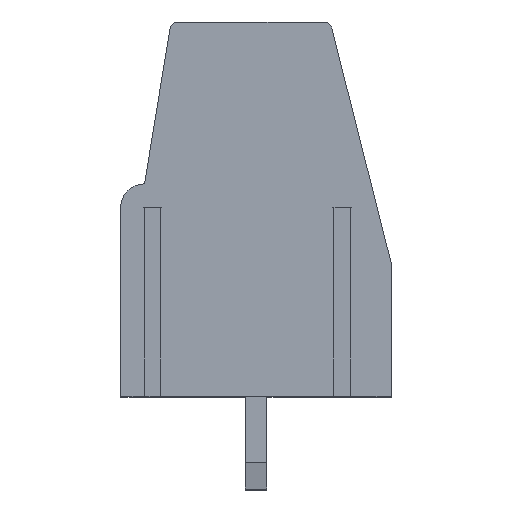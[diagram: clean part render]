
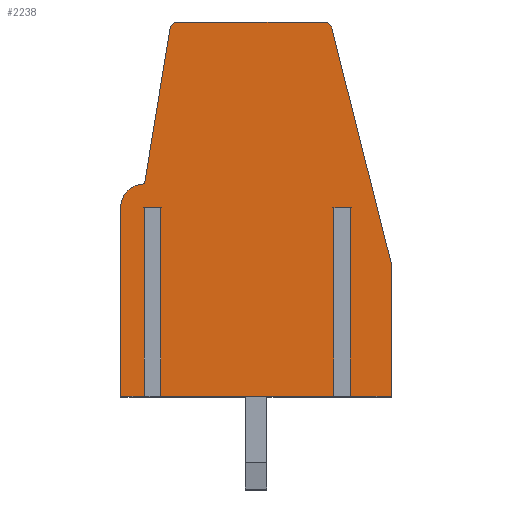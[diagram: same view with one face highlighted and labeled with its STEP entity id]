
A CAD part, top view. The second image highlights one B-rep face of the part: STEP entity #2238.
In plain terms, the highlighted planar face has unit normal (0, 0, 1).
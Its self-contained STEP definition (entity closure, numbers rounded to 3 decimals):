
#117 = CARTESIAN_POINT ( 'NONE',  ( 0.9, 7.1, 2.54 ) ) ;
#159 = CARTESIAN_POINT ( 'NONE',  ( 10.2, 5., 2.54 ) ) ;
#182 = ORIENTED_EDGE ( 'NONE', *, *, #6426, .F. ) ;
#204 = VERTEX_POINT ( 'NONE', #159 ) ;
#215 = LINE ( 'NONE', #7873, #2498 ) ;
#231 = LINE ( 'NONE', #7224, #6865 ) ;
#292 = CARTESIAN_POINT ( 'NONE',  ( 1.51, 7.1, 2.54 ) ) ;
#383 = ORIENTED_EDGE ( 'NONE', *, *, #4229, .T. ) ;
#458 = AXIS2_PLACEMENT_3D ( 'NONE', #4526, #4408, #683 ) ;
#488 = VERTEX_POINT ( 'NONE', #7110 ) ;
#683 = DIRECTION ( 'NONE',  ( 1., 0., 0. ) ) ;
#762 = DIRECTION ( 'NONE',  ( 0., 0., 1. ) ) ;
#801 = CARTESIAN_POINT ( 'NONE',  ( 1.51, 7.1, 2.54 ) ) ;
#835 = DIRECTION ( 'NONE',  ( 0., -1., 0. ) ) ;
#869 = VECTOR ( 'NONE', #4402, 1000. ) ;
#876 = EDGE_CURVE ( 'NONE', #1285, #1286, #7053, .T. ) ;
#949 = CARTESIAN_POINT ( 'NONE',  ( 0.89, 7.1, 2.54 ) ) ;
#1020 = ORIENTED_EDGE ( 'NONE', *, *, #1117, .F. ) ;
#1117 = EDGE_CURVE ( 'NONE', #3954, #204, #2732, .T. ) ;
#1233 = ORIENTED_EDGE ( 'NONE', *, *, #7636, .T. ) ;
#1253 = CARTESIAN_POINT ( 'NONE',  ( 0., 0., 2.54 ) ) ;
#1271 = DIRECTION ( 'NONE',  ( 0., -1., 0. ) ) ;
#1285 = VERTEX_POINT ( 'NONE', #292 ) ;
#1286 = VERTEX_POINT ( 'NONE', #949 ) ;
#1353 = ORIENTED_EDGE ( 'NONE', *, *, #6539, .T. ) ;
#1360 = CARTESIAN_POINT ( 'NONE',  ( 8.66, 7.1, 2.54 ) ) ;
#1427 = AXIS2_PLACEMENT_3D ( 'NONE', #2410, #6312, #3124 ) ;
#1431 = DIRECTION ( 'NONE',  ( 0., -1., 0. ) ) ;
#1551 = VECTOR ( 'NONE', #5748, 1000. ) ;
#1632 = ORIENTED_EDGE ( 'NONE', *, *, #5273, .F. ) ;
#1669 = EDGE_CURVE ( 'NONE', #4277, #3742, #3014, .T. ) ;
#1740 = VECTOR ( 'NONE', #4514, 1000. ) ;
#1973 = DIRECTION ( 'NONE',  ( 0., 0., -1. ) ) ;
#1987 = CARTESIAN_POINT ( 'NONE',  ( 0.9, 8., 2.54 ) ) ;
#2185 = CIRCLE ( 'NONE', #6471, 0.3 ) ;
#2212 = CARTESIAN_POINT ( 'NONE',  ( 1.9, 14.1, 2.54 ) ) ;
#2238 = ADVANCED_FACE ( 'NONE', ( #2512 ), #5818, .F. ) ;
#2308 = CARTESIAN_POINT ( 'NONE',  ( 10.2, 0., 2.54 ) ) ;
#2322 = CARTESIAN_POINT ( 'NONE',  ( 1.51, 0., 2.54 ) ) ;
#2410 = CARTESIAN_POINT ( 'NONE',  ( 2.155, 13.8, 2.54 ) ) ;
#2420 = DIRECTION ( 'NONE',  ( 0., 1., 0. ) ) ;
#2483 = CARTESIAN_POINT ( 'NONE',  ( 0.9, 8., 2.54 ) ) ;
#2498 = VECTOR ( 'NONE', #835, 1000. ) ;
#2512 = FACE_OUTER_BOUND ( 'NONE', #4356, .T. ) ;
#2541 = EDGE_CURVE ( 'NONE', #488, #4954, #4449, .T. ) ;
#2577 = ORIENTED_EDGE ( 'NONE', *, *, #876, .F. ) ;
#2590 = VERTEX_POINT ( 'NONE', #1253 ) ;
#2623 = DIRECTION ( 'NONE',  ( -1., 0., 0. ) ) ;
#2688 = VECTOR ( 'NONE', #2623, 1000. ) ;
#2732 = LINE ( 'NONE', #7165, #1740 ) ;
#2739 = VERTEX_POINT ( 'NONE', #6439 ) ;
#2808 = ORIENTED_EDGE ( 'NONE', *, *, #6344, .F. ) ;
#2929 = VERTEX_POINT ( 'NONE', #4360 ) ;
#2967 = CARTESIAN_POINT ( 'NONE',  ( 8.04, 7.1, 2.54 ) ) ;
#2994 = VECTOR ( 'NONE', #2420, 1000. ) ;
#3014 = LINE ( 'NONE', #2212, #7499 ) ;
#3085 = LINE ( 'NONE', #5670, #5532 ) ;
#3124 = DIRECTION ( 'NONE',  ( -1., 0., 0. ) ) ;
#3274 = LINE ( 'NONE', #7161, #3421 ) ;
#3421 = VECTOR ( 'NONE', #1431, 1000. ) ;
#3471 = DIRECTION ( 'NONE',  ( 1., 0., 0. ) ) ;
#3481 = VECTOR ( 'NONE', #1271, 1000. ) ;
#3552 = CARTESIAN_POINT ( 'NONE',  ( 7.666, 14.1, 2.54 ) ) ;
#3556 = DIRECTION ( 'NONE',  ( -1., 0., 0. ) ) ;
#3696 = DIRECTION ( 'NONE',  ( -1., 0., 0. ) ) ;
#3742 = VERTEX_POINT ( 'NONE', #3552 ) ;
#3832 = CARTESIAN_POINT ( 'NONE',  ( 8.04, 0., 2.54 ) ) ;
#3881 = CARTESIAN_POINT ( 'NONE',  ( 1.51, 66.33, 2.54 ) ) ;
#3954 = VERTEX_POINT ( 'NONE', #7715 ) ;
#4034 = VERTEX_POINT ( 'NONE', #6175 ) ;
#4219 = DIRECTION ( 'NONE',  ( 0.162, 0.987, 0. ) ) ;
#4229 = EDGE_CURVE ( 'NONE', #4724, #2739, #3274, .T. ) ;
#4274 = LINE ( 'NONE', #6813, #2994 ) ;
#4277 = VERTEX_POINT ( 'NONE', #6820 ) ;
#4290 = ORIENTED_EDGE ( 'NONE', *, *, #4739, .F. ) ;
#4338 = LINE ( 'NONE', #2308, #5900 ) ;
#4356 = EDGE_LOOP ( 'NONE', ( #2577, #1233, #5608, #4290, #2808, #383, #1632, #7339, #1020, #1353, #5152, #4647, #7834, #7095, #6604, #182, #4944 ) ) ;
#4360 = CARTESIAN_POINT ( 'NONE',  ( 10.2, 0., 2.54 ) ) ;
#4383 = DIRECTION ( 'NONE',  ( 0., -1., 0. ) ) ;
#4402 = DIRECTION ( 'NONE',  ( -1., 0., 0. ) ) ;
#4408 = DIRECTION ( 'NONE',  ( 0., 0., -1. ) ) ;
#4449 = CIRCLE ( 'NONE', #458, 0.9 ) ;
#4514 = DIRECTION ( 'NONE',  ( 0.245, -0.97, 0. ) ) ;
#4526 = CARTESIAN_POINT ( 'NONE',  ( 0.9, 7.1, 2.54 ) ) ;
#4548 = CARTESIAN_POINT ( 'NONE',  ( 0.89, 66.33, 2.54 ) ) ;
#4578 = AXIS2_PLACEMENT_3D ( 'NONE', #117, #1973, #6990 ) ;
#4647 = ORIENTED_EDGE ( 'NONE', *, *, #7517, .T. ) ;
#4724 = VERTEX_POINT ( 'NONE', #1360 ) ;
#4739 = EDGE_CURVE ( 'NONE', #6447, #7162, #215, .T. ) ;
#4863 = LINE ( 'NONE', #7402, #869 ) ;
#4944 = ORIENTED_EDGE ( 'NONE', *, *, #7159, .F. ) ;
#4954 = VERTEX_POINT ( 'NONE', #1987 ) ;
#5078 = EDGE_CURVE ( 'NONE', #204, #2929, #5577, .T. ) ;
#5088 = CARTESIAN_POINT ( 'NONE',  ( 1.859, 13.849, 2.54 ) ) ;
#5152 = ORIENTED_EDGE ( 'NONE', *, *, #1669, .F. ) ;
#5273 = EDGE_CURVE ( 'NONE', #2929, #2739, #4338, .T. ) ;
#5532 = VECTOR ( 'NONE', #6929, 1000. ) ;
#5577 = LINE ( 'NONE', #8125, #6254 ) ;
#5608 = ORIENTED_EDGE ( 'NONE', *, *, #6386, .F. ) ;
#5630 = VERTEX_POINT ( 'NONE', #5088 ) ;
#5670 = CARTESIAN_POINT ( 'NONE',  ( 10.2, 0., 2.54 ) ) ;
#5748 = DIRECTION ( 'NONE',  ( 0., -1., 0. ) ) ;
#5801 = EDGE_CURVE ( 'NONE', #4954, #5630, #6092, .T. ) ;
#5818 = PLANE ( 'NONE',  #4578 ) ;
#5900 = VECTOR ( 'NONE', #3696, 1000. ) ;
#6053 = VECTOR ( 'NONE', #4219, 1000. ) ;
#6092 = LINE ( 'NONE', #2483, #6053 ) ;
#6175 = CARTESIAN_POINT ( 'NONE',  ( 0.89, 0., 2.54 ) ) ;
#6254 = VECTOR ( 'NONE', #4383, 1000. ) ;
#6312 = DIRECTION ( 'NONE',  ( 0., 0., 1. ) ) ;
#6344 = EDGE_CURVE ( 'NONE', #4724, #6447, #231, .T. ) ;
#6386 = EDGE_CURVE ( 'NONE', #7162, #7856, #4863, .T. ) ;
#6426 = EDGE_CURVE ( 'NONE', #4034, #2590, #3085, .T. ) ;
#6439 = CARTESIAN_POINT ( 'NONE',  ( 8.66, 0., 2.54 ) ) ;
#6441 = EDGE_CURVE ( 'NONE', #2590, #488, #4274, .T. ) ;
#6447 = VERTEX_POINT ( 'NONE', #2967 ) ;
#6471 = AXIS2_PLACEMENT_3D ( 'NONE', #7560, #762, #7760 ) ;
#6539 = EDGE_CURVE ( 'NONE', #3954, #3742, #2185, .T. ) ;
#6604 = ORIENTED_EDGE ( 'NONE', *, *, #6441, .F. ) ;
#6780 = CIRCLE ( 'NONE', #1427, 0.3 ) ;
#6813 = CARTESIAN_POINT ( 'NONE',  ( 0., 0., 2.54 ) ) ;
#6820 = CARTESIAN_POINT ( 'NONE',  ( 2.155, 14.1, 2.54 ) ) ;
#6865 = VECTOR ( 'NONE', #3556, 1000. ) ;
#6929 = DIRECTION ( 'NONE',  ( -1., 0., 0. ) ) ;
#6990 = DIRECTION ( 'NONE',  ( -1., 0., 0. ) ) ;
#6999 = LINE ( 'NONE', #4548, #3481 ) ;
#7045 = LINE ( 'NONE', #3881, #1551 ) ;
#7053 = LINE ( 'NONE', #801, #2688 ) ;
#7095 = ORIENTED_EDGE ( 'NONE', *, *, #2541, .F. ) ;
#7110 = CARTESIAN_POINT ( 'NONE',  ( 0., 7.1, 2.54 ) ) ;
#7159 = EDGE_CURVE ( 'NONE', #1286, #4034, #6999, .T. ) ;
#7161 = CARTESIAN_POINT ( 'NONE',  ( 8.66, 66.33, 2.54 ) ) ;
#7162 = VERTEX_POINT ( 'NONE', #3832 ) ;
#7165 = CARTESIAN_POINT ( 'NONE',  ( 7.9, 14.1, 2.54 ) ) ;
#7224 = CARTESIAN_POINT ( 'NONE',  ( 8.66, 7.1, 2.54 ) ) ;
#7339 = ORIENTED_EDGE ( 'NONE', *, *, #5078, .F. ) ;
#7402 = CARTESIAN_POINT ( 'NONE',  ( 10.2, 0., 2.54 ) ) ;
#7499 = VECTOR ( 'NONE', #3471, 1000. ) ;
#7517 = EDGE_CURVE ( 'NONE', #4277, #5630, #6780, .T. ) ;
#7560 = CARTESIAN_POINT ( 'NONE',  ( 7.666, 13.8, 2.54 ) ) ;
#7636 = EDGE_CURVE ( 'NONE', #1285, #7856, #7045, .T. ) ;
#7715 = CARTESIAN_POINT ( 'NONE',  ( 7.957, 13.874, 2.54 ) ) ;
#7760 = DIRECTION ( 'NONE',  ( -1., 0., 0. ) ) ;
#7834 = ORIENTED_EDGE ( 'NONE', *, *, #5801, .F. ) ;
#7856 = VERTEX_POINT ( 'NONE', #2322 ) ;
#7873 = CARTESIAN_POINT ( 'NONE',  ( 8.04, 66.33, 2.54 ) ) ;
#8125 = CARTESIAN_POINT ( 'NONE',  ( 10.2, 5., 2.54 ) ) ;
